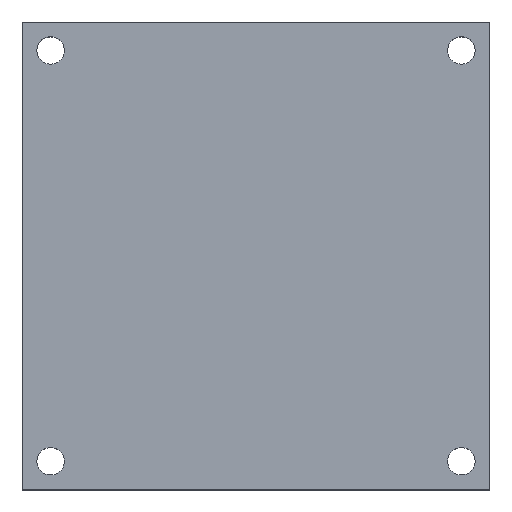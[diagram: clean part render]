
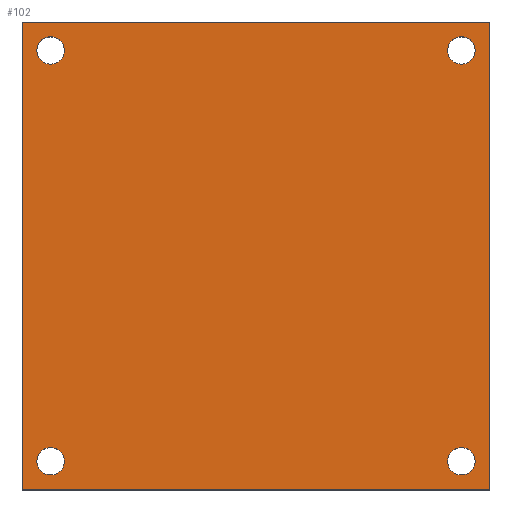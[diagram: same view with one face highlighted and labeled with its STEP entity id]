
A CAD part, top view. The second image highlights one B-rep face of the part: STEP entity #102.
In plain terms, the highlighted planar face has unit normal (0, 0, 1).
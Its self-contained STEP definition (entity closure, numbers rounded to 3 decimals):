
#102 = ADVANCED_FACE( '', ( #233, #234, #235, #236, #237 ), #238, .F. );
#233 = FACE_BOUND( '', #378, .T. );
#234 = FACE_BOUND( '', #379, .T. );
#235 = FACE_OUTER_BOUND( '', #380, .T. );
#236 = FACE_BOUND( '', #381, .T. );
#237 = FACE_BOUND( '', #382, .T. );
#238 = PLANE( '', #383 );
#378 = EDGE_LOOP( '', ( #572 ) );
#379 = EDGE_LOOP( '', ( #573 ) );
#380 = EDGE_LOOP( '', ( #574, #575, #576, #577 ) );
#381 = EDGE_LOOP( '', ( #578 ) );
#382 = EDGE_LOOP( '', ( #579 ) );
#383 = AXIS2_PLACEMENT_3D( '', #580, #581, #582 );
#572 = ORIENTED_EDGE( '', *, *, #704, .F. );
#573 = ORIENTED_EDGE( '', *, *, #700, .T. );
#574 = ORIENTED_EDGE( '', *, *, #667, .F. );
#575 = ORIENTED_EDGE( '', *, *, #690, .F. );
#576 = ORIENTED_EDGE( '', *, *, #706, .F. );
#577 = ORIENTED_EDGE( '', *, *, #676, .F. );
#578 = ORIENTED_EDGE( '', *, *, #673, .F. );
#579 = ORIENTED_EDGE( '', *, *, #698, .T. );
#580 = CARTESIAN_POINT( '', ( -115., 115., 40. ) );
#581 = DIRECTION( '', ( 0., 0., -1. ) );
#582 = DIRECTION( '', ( -1., 0., 0. ) );
#667 = EDGE_CURVE( '', #762, #764, #765, .T. );
#673 = EDGE_CURVE( '', #773, #773, #774, .T. );
#676 = EDGE_CURVE( '', #764, #778, #779, .T. );
#690 = EDGE_CURVE( '', #799, #762, #801, .T. );
#698 = EDGE_CURVE( '', #812, #812, #813, .T. );
#700 = EDGE_CURVE( '', #815, #815, #816, .T. );
#704 = EDGE_CURVE( '', #821, #821, #822, .T. );
#706 = EDGE_CURVE( '', #778, #799, #824, .T. );
#762 = VERTEX_POINT( '', #948 );
#764 = VERTEX_POINT( '', #951 );
#765 = LINE( '', #952, #953 );
#773 = VERTEX_POINT( '', #962 );
#774 = CIRCLE( '', #963, 6.75 );
#778 = VERTEX_POINT( '', #968 );
#779 = LINE( '', #969, #970 );
#799 = VERTEX_POINT( '', #1057 );
#801 = LINE( '', #1060, #1061 );
#812 = VERTEX_POINT( '', #1072 );
#813 = CIRCLE( '', #1073, 6.75 );
#815 = VERTEX_POINT( '', #1075 );
#816 = CIRCLE( '', #1076, 6.75 );
#821 = VERTEX_POINT( '', #1081 );
#822 = CIRCLE( '', #1082, 6.75 );
#824 = LINE( '', #1084, #1085 );
#948 = CARTESIAN_POINT( '', ( -115., -115., 40. ) );
#951 = CARTESIAN_POINT( '', ( -115., 115., 40. ) );
#952 = CARTESIAN_POINT( '', ( -115., -115., 40. ) );
#953 = VECTOR( '', #1147, 1000. );
#962 = CARTESIAN_POINT( '', ( -101., -94.25, 40. ) );
#963 = AXIS2_PLACEMENT_3D( '', #1155, #1156, #1157 );
#968 = CARTESIAN_POINT( '', ( 115., 115., 40. ) );
#969 = CARTESIAN_POINT( '', ( -115., 115., 40. ) );
#970 = VECTOR( '', #1159, 1000. );
#1057 = CARTESIAN_POINT( '', ( 115., -115., 40. ) );
#1060 = CARTESIAN_POINT( '', ( 115., -115., 40. ) );
#1061 = VECTOR( '', #1178, 1000. );
#1072 = CARTESIAN_POINT( '', ( -101., 107.75, 40. ) );
#1073 = AXIS2_PLACEMENT_3D( '', #1188, #1189, #1190 );
#1075 = CARTESIAN_POINT( '', ( 101., -94.25, 40. ) );
#1076 = AXIS2_PLACEMENT_3D( '', #1191, #1192, #1193 );
#1081 = CARTESIAN_POINT( '', ( 101., 107.75, 40. ) );
#1082 = AXIS2_PLACEMENT_3D( '', #1197, #1198, #1199 );
#1084 = CARTESIAN_POINT( '', ( 115., 115., 40. ) );
#1085 = VECTOR( '', #1200, 1000. );
#1147 = DIRECTION( '', ( 0., 1., 0. ) );
#1155 = CARTESIAN_POINT( '', ( -101., -101., 40. ) );
#1156 = DIRECTION( '', ( 0., 0., 1. ) );
#1157 = DIRECTION( '', ( 0., 1., 0. ) );
#1159 = DIRECTION( '', ( 1., 0., 0. ) );
#1178 = DIRECTION( '', ( -1., 0., 0. ) );
#1188 = CARTESIAN_POINT( '', ( -101., 101., 40. ) );
#1189 = DIRECTION( '', ( 0., 0., -1. ) );
#1190 = DIRECTION( '', ( 0., 1., 0. ) );
#1191 = CARTESIAN_POINT( '', ( 101., -101., 40. ) );
#1192 = DIRECTION( '', ( 0., 0., -1. ) );
#1193 = DIRECTION( '', ( 0., 1., 0. ) );
#1197 = CARTESIAN_POINT( '', ( 101., 101., 40. ) );
#1198 = DIRECTION( '', ( 0., 0., 1. ) );
#1199 = DIRECTION( '', ( 0., 1., 0. ) );
#1200 = DIRECTION( '', ( 0., -1., 0. ) );
